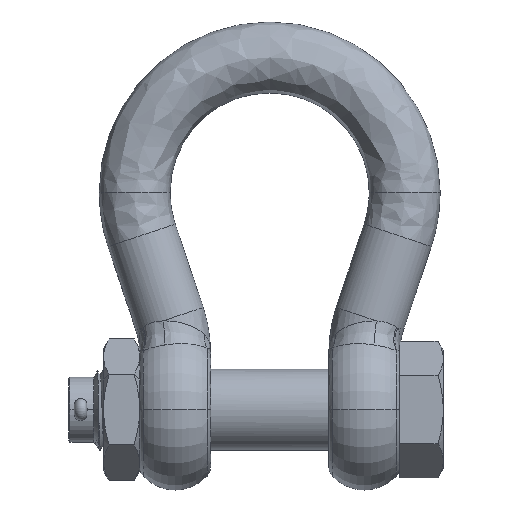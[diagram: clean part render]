
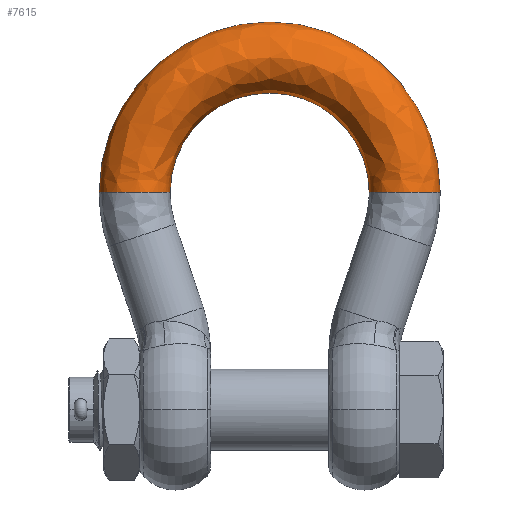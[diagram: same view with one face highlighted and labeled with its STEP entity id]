
A CAD part, top view. The second image highlights one B-rep face of the part: STEP entity #7615.
In plain terms, the highlighted free-form (B-spline) face has degree [3, 3] with [4, 4] control points.
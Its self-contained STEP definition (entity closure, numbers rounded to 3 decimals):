
#298 = DIRECTION ( 'NONE',  ( -1., 0., 0. ) ) ;
#299 = DIRECTION ( 'NONE',  ( 0., 0., 1. ) ) ;
#300 = CARTESIAN_POINT ( 'NONE',  ( 0., 174.5, 0. ) ) ;
#301 = AXIS2_PLACEMENT_3D ( 'NONE', #300, #299, #298 ) ;
#302 = CIRCLE ( 'NONE', #301, 137. ) ;
#314 = DIRECTION ( 'NONE',  ( -1., 0., 0. ) ) ;
#315 = DIRECTION ( 'NONE',  ( 0., 0., -1. ) ) ;
#316 = CARTESIAN_POINT ( 'NONE',  ( 0., 174.5, 0. ) ) ;
#318 = AXIS2_PLACEMENT_3D ( 'NONE', #316, #315, #314 ) ;
#319 = CIRCLE ( 'NONE', #318, 80. ) ;
#692 = CARTESIAN_POINT ( 'NONE',  ( 80., 174.5, 0. ) ) ;
#726 = DIRECTION ( 'NONE',  ( -1., 0., 0. ) ) ;
#727 = DIRECTION ( 'NONE',  ( 0., 1., 0. ) ) ;
#728 = CARTESIAN_POINT ( 'NONE',  ( 108.5, 174.5, 0. ) ) ;
#729 = AXIS2_PLACEMENT_3D ( 'NONE', #728, #727, #726 ) ;
#730 = CIRCLE ( 'NONE', #729, 28.5 ) ;
#732 = CARTESIAN_POINT ( 'NONE',  ( 137., 174.5, 0. ) ) ;
#7615 = ADVANCED_FACE ( 'NONE', ( #39360 ), #39353, .F. ) ;
#7616 = EDGE_LOOP ( 'NONE', ( #7617, #7766, #7808, #7827 ) ) ;
#7617 = ORIENTED_EDGE ( 'NONE', *, *, #7828, .T. ) ;
#7705 = EDGE_CURVE ( 'NONE', #7706, #7707, #39585, .T. ) ;
#7706 = VERTEX_POINT ( 'NONE', #39619 ) ;
#7707 = VERTEX_POINT ( 'NONE', #39618 ) ;
#7752 = EDGE_CURVE ( 'NONE', #7826, #7707, #302, .T. ) ;
#7766 = ORIENTED_EDGE ( 'NONE', *, *, #7752, .T. ) ;
#7768 = EDGE_CURVE ( 'NONE', #7706, #7825, #319, .T. ) ;
#7808 = ORIENTED_EDGE ( 'NONE', *, *, #7705, .F. ) ;
#7825 = VERTEX_POINT ( 'NONE', #692 ) ;
#7826 = VERTEX_POINT ( 'NONE', #732 ) ;
#7827 = ORIENTED_EDGE ( 'NONE', *, *, #7768, .T. ) ;
#7828 = EDGE_CURVE ( 'NONE', #7825, #7826, #730, .T. ) ;
#39349 = CARTESIAN_POINT ( 'NONE',  ( 80., 334.5, 0. ) ) ;
#39350 = CARTESIAN_POINT ( 'NONE',  ( -80., 334.5, 0. ) ) ;
#39351 = CARTESIAN_POINT ( 'NONE',  ( -80., 174.5, 0. ) ) ;
#39353 =( BOUNDED_SURFACE ( )  B_SPLINE_SURFACE ( 3, 3, ( 
 ( #39351, #39350, #39349, #39383 ),
 ( #39382, #39381, #39380, #39379 ),
 ( #39378, #39377, #39376, #39375 ),
 ( #39374, #39373, #39372, #39371 ) ),
 .UNSPECIFIED., .F., .F., .F. ) 
 B_SPLINE_SURFACE_WITH_KNOTS ( ( 4, 4 ),
 ( 4, 4 ),
 ( 0., 1. ),
 ( 0., 1. ),
 .UNSPECIFIED. ) 
 GEOMETRIC_REPRESENTATION_ITEM ( )  RATIONAL_B_SPLINE_SURFACE ( (
 ( 1., 0.333, 0.333, 1.),
 ( 0.333, 0.111, 0.111, 0.333),
 ( 0.333, 0.111, 0.111, 0.333),
 ( 1., 0.333, 0.333, 1.) ) ) 
 REPRESENTATION_ITEM ( '' )  SURFACE ( )  );
#39360 = FACE_OUTER_BOUND ( 'NONE', #7616, .T. ) ;
#39371 = CARTESIAN_POINT ( 'NONE',  ( 137., 174.5, 0. ) ) ;
#39372 = CARTESIAN_POINT ( 'NONE',  ( 137., 448.5, 0. ) ) ;
#39373 = CARTESIAN_POINT ( 'NONE',  ( -137., 448.5, 0. ) ) ;
#39374 = CARTESIAN_POINT ( 'NONE',  ( -137., 174.5, 0. ) ) ;
#39375 = CARTESIAN_POINT ( 'NONE',  ( 137., 174.5, 57. ) ) ;
#39376 = CARTESIAN_POINT ( 'NONE',  ( 137., 448.5, 57. ) ) ;
#39377 = CARTESIAN_POINT ( 'NONE',  ( -137., 448.5, 57. ) ) ;
#39378 = CARTESIAN_POINT ( 'NONE',  ( -137., 174.5, 57. ) ) ;
#39379 = CARTESIAN_POINT ( 'NONE',  ( 80., 174.5, 57. ) ) ;
#39380 = CARTESIAN_POINT ( 'NONE',  ( 80., 334.5, 57. ) ) ;
#39381 = CARTESIAN_POINT ( 'NONE',  ( -80., 334.5, 57. ) ) ;
#39382 = CARTESIAN_POINT ( 'NONE',  ( -80., 174.5, 57. ) ) ;
#39383 = CARTESIAN_POINT ( 'NONE',  ( 80., 174.5, 0. ) ) ;
#39581 = DIRECTION ( 'NONE',  ( 0., 0., -1. ) ) ;
#39582 = DIRECTION ( 'NONE',  ( 0., -1., 0. ) ) ;
#39583 = CARTESIAN_POINT ( 'NONE',  ( -108.5, 174.5, 0. ) ) ;
#39584 = AXIS2_PLACEMENT_3D ( 'NONE', #39583, #39582, #39581 ) ;
#39585 = CIRCLE ( 'NONE', #39584, 28.5 ) ;
#39618 = CARTESIAN_POINT ( 'NONE',  ( -137., 174.5, 0. ) ) ;
#39619 = CARTESIAN_POINT ( 'NONE',  ( -80., 174.5, 0. ) ) ;
